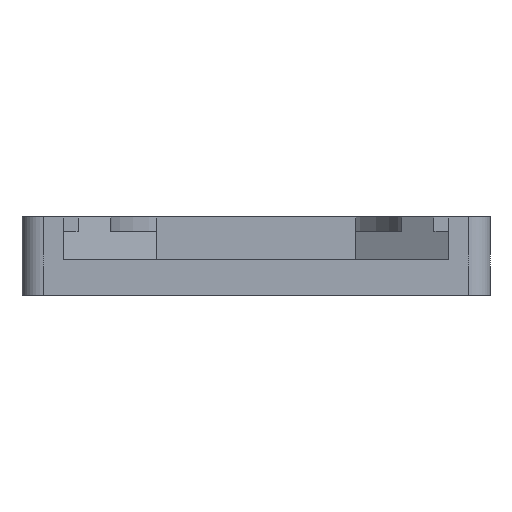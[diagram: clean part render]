
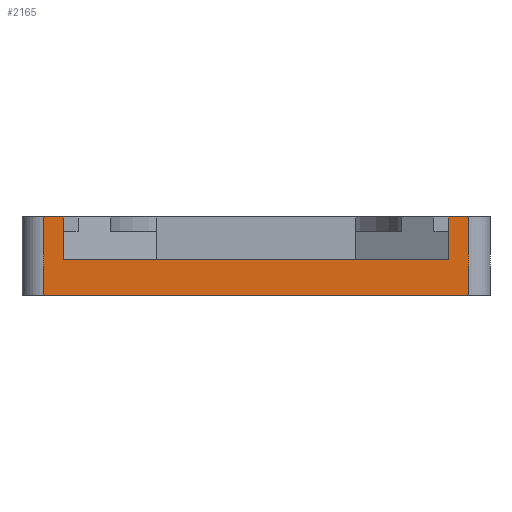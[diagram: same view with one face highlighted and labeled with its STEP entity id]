
A CAD part, front view. The second image highlights one B-rep face of the part: STEP entity #2165.
In plain terms, the highlighted planar face has unit normal (0, -1, 0).
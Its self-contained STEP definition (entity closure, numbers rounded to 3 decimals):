
#35 = ORIENTED_EDGE ( 'NONE', *, *, #1446, .F. ) ;
#77 = LINE ( 'NONE', #749, #1657 ) ;
#166 = LINE ( 'NONE', #439, #2309 ) ;
#214 = DIRECTION ( 'NONE',  ( 0., 0., 1. ) ) ;
#272 = VECTOR ( 'NONE', #1789, 1000. ) ;
#281 = ORIENTED_EDGE ( 'NONE', *, *, #1239, .T. ) ;
#292 = CARTESIAN_POINT ( 'NONE',  ( -59.132, -83.727, 348.942 ) ) ;
#297 = LINE ( 'NONE', #606, #1878 ) ;
#314 = PLANE ( 'NONE',  #1010 ) ;
#402 = VERTEX_POINT ( 'NONE', #1684 ) ;
#438 = VERTEX_POINT ( 'NONE', #1083 ) ;
#439 = CARTESIAN_POINT ( 'NONE',  ( -2.032, -83.727, 342.942 ) ) ;
#606 = CARTESIAN_POINT ( 'NONE',  ( -59.132, -83.727, 348.942 ) ) ;
#630 = DIRECTION ( 'NONE',  ( 0., 0., 1. ) ) ;
#651 = VECTOR ( 'NONE', #214, 1000. ) ;
#689 = EDGE_CURVE ( 'NONE', #1134, #2691, #820, .T. ) ;
#749 = CARTESIAN_POINT ( 'NONE',  ( -59.132, -83.727, 337.942 ) ) ;
#820 = LINE ( 'NONE', #1357, #272 ) ;
#924 = EDGE_LOOP ( 'NONE', ( #35, #2257, #1282, #2082, #1987, #281, #1487, #1398 ) ) ;
#926 = DIRECTION ( 'NONE',  ( 0., -1., 0. ) ) ;
#960 = VERTEX_POINT ( 'NONE', #2099 ) ;
#987 = CARTESIAN_POINT ( 'NONE',  ( -2.032, -83.727, 348.942 ) ) ;
#1010 = AXIS2_PLACEMENT_3D ( 'NONE', #2184, #926, #2394 ) ;
#1079 = CARTESIAN_POINT ( 'NONE',  ( -2.032, -83.727, 342.942 ) ) ;
#1083 = CARTESIAN_POINT ( 'NONE',  ( -59.132, -83.727, 337.942 ) ) ;
#1134 = VERTEX_POINT ( 'NONE', #292 ) ;
#1239 = EDGE_CURVE ( 'NONE', #438, #960, #77, .T. ) ;
#1282 = ORIENTED_EDGE ( 'NONE', *, *, #1785, .T. ) ;
#1294 = FACE_OUTER_BOUND ( 'NONE', #924, .T. ) ;
#1356 = EDGE_CURVE ( 'NONE', #402, #1562, #2517, .T. ) ;
#1357 = CARTESIAN_POINT ( 'NONE',  ( -59.132, -83.727, 348.942 ) ) ;
#1398 = ORIENTED_EDGE ( 'NONE', *, *, #1842, .F. ) ;
#1443 = DIRECTION ( 'NONE',  ( 1., 0., 0. ) ) ;
#1446 = EDGE_CURVE ( 'NONE', #1562, #2353, #166, .T. ) ;
#1487 = ORIENTED_EDGE ( 'NONE', *, *, #1958, .T. ) ;
#1533 = VECTOR ( 'NONE', #1816, 1000. ) ;
#1562 = VERTEX_POINT ( 'NONE', #1079 ) ;
#1611 = CARTESIAN_POINT ( 'NONE',  ( -56.232, -83.727, 342.942 ) ) ;
#1657 = VECTOR ( 'NONE', #2421, 1000. ) ;
#1682 = VECTOR ( 'NONE', #630, 1000. ) ;
#1684 = CARTESIAN_POINT ( 'NONE',  ( -56.232, -83.727, 342.942 ) ) ;
#1748 = LINE ( 'NONE', #2287, #651 ) ;
#1785 = EDGE_CURVE ( 'NONE', #402, #2691, #2083, .T. ) ;
#1789 = DIRECTION ( 'NONE',  ( 1., 0., 0. ) ) ;
#1816 = DIRECTION ( 'NONE',  ( 0., 0., 1. ) ) ;
#1841 = DIRECTION ( 'NONE',  ( 1., 0., 0. ) ) ;
#1842 = EDGE_CURVE ( 'NONE', #2353, #1850, #297, .T. ) ;
#1844 = CARTESIAN_POINT ( 'NONE',  ( -2.032, -83.727, 342.942 ) ) ;
#1850 = VERTEX_POINT ( 'NONE', #2487 ) ;
#1878 = VECTOR ( 'NONE', #1841, 1000. ) ;
#1935 = EDGE_CURVE ( 'NONE', #438, #1134, #1748, .T. ) ;
#1954 = VECTOR ( 'NONE', #1443, 1000. ) ;
#1958 = EDGE_CURVE ( 'NONE', #960, #1850, #2306, .T. ) ;
#1987 = ORIENTED_EDGE ( 'NONE', *, *, #1935, .F. ) ;
#2082 = ORIENTED_EDGE ( 'NONE', *, *, #689, .F. ) ;
#2083 = LINE ( 'NONE', #1611, #1533 ) ;
#2086 = CARTESIAN_POINT ( 'NONE',  ( 0.868, -83.727, 337.942 ) ) ;
#2097 = DIRECTION ( 'NONE',  ( 0., 0., 1. ) ) ;
#2099 = CARTESIAN_POINT ( 'NONE',  ( 0.868, -83.727, 337.942 ) ) ;
#2165 = ADVANCED_FACE ( 'NONE', ( #1294 ), #314, .T. ) ;
#2184 = CARTESIAN_POINT ( 'NONE',  ( -59.132, -83.727, 337.942 ) ) ;
#2257 = ORIENTED_EDGE ( 'NONE', *, *, #1356, .F. ) ;
#2287 = CARTESIAN_POINT ( 'NONE',  ( -59.132, -83.727, 337.942 ) ) ;
#2306 = LINE ( 'NONE', #2086, #1682 ) ;
#2309 = VECTOR ( 'NONE', #2097, 1000. ) ;
#2353 = VERTEX_POINT ( 'NONE', #987 ) ;
#2394 = DIRECTION ( 'NONE',  ( 1., 0., 0. ) ) ;
#2421 = DIRECTION ( 'NONE',  ( 1., 0., 0. ) ) ;
#2487 = CARTESIAN_POINT ( 'NONE',  ( 0.868, -83.727, 348.942 ) ) ;
#2517 = LINE ( 'NONE', #1844, #1954 ) ;
#2557 = CARTESIAN_POINT ( 'NONE',  ( -56.232, -83.727, 348.942 ) ) ;
#2691 = VERTEX_POINT ( 'NONE', #2557 ) ;
